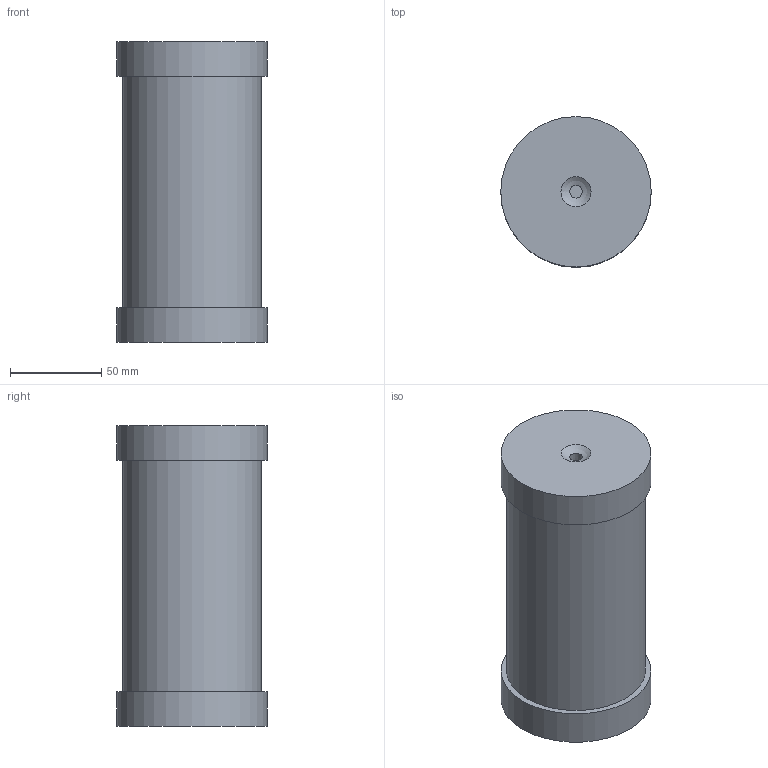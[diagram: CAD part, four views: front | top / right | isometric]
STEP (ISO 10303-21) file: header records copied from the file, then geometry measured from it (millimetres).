
FILE_DESCRIPTION(/* description */ (''),/* implementation_level */ '2;1');
FILE_NAME(/* name */ 'Morgan Press Purging Mold Five Inches.step',/* time_stamp */ '2021-03-25T09:47:27-07:00',/* author */ (''),/* organization */ (''),/* preprocessor_version */ 'ST-DEVELOPER v18.1',/* originating_system */ 'Autodesk Translation Framework v9.10.0.1330',/* authorisation */ '');
FILE_SCHEMA (('AUTOMOTIVE_DESIGN { 1 0 10303 214 3 1 1 }'));
Length unit declared in the file: inch
Products named in the file (1): Purging Mold
Bounding box: 82.55 x 82.55 x 165.1 mm (x, y, z)
Volume: 418255 mm3; surface area: 93125.8 mm2
Topology: 3 solids, 3 shells, 18 faces, 27 edges, 18 vertices
Faces by surface type: plane 9, cylinder 7, sphere 1, cone 1
Full cylindrical faces by diameter (mm): 14.287 x1, 63.246 x2, 63.5 x1, 76.2 x1, 82.55 x2
Entity records: 451 total; most frequent: DIRECTION 84, CARTESIAN_POINT 64, ORIENTED_EDGE 54, AXIS2_PLACEMENT_3D 38, EDGE_CURVE 27, EDGE_LOOP 25, CIRCLE 19, FACE_OUTER_BOUND 18
